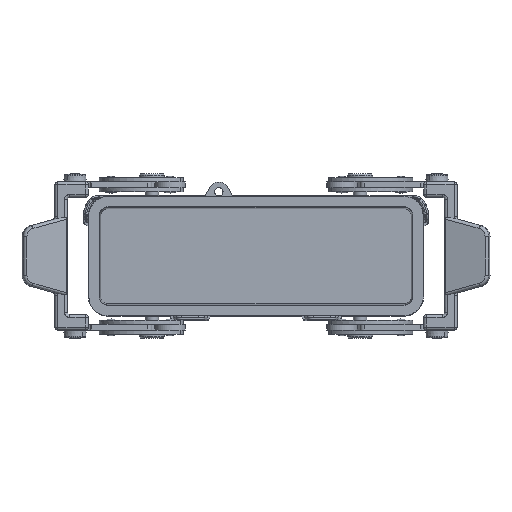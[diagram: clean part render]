
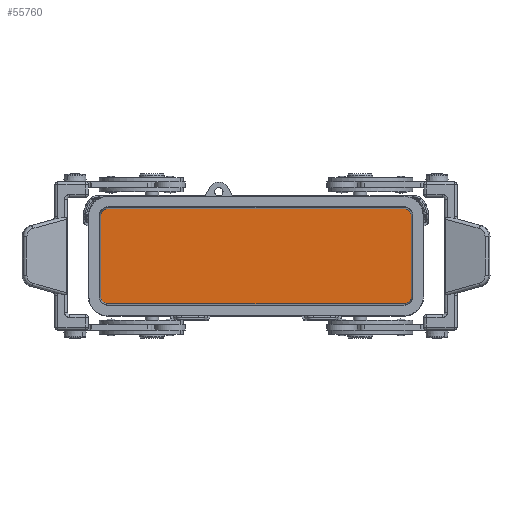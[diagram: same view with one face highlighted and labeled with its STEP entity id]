
A CAD part, top view. The second image highlights one B-rep face of the part: STEP entity #55760.
In plain terms, the highlighted planar face has unit normal (0, 0, 1).
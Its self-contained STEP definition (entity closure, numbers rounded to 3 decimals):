
#14660=CARTESIAN_POINT('',(-17.002,6.001,-9.5));
#14670=VERTEX_POINT('',#14660);
#14830=CARTESIAN_POINT('',(-14.5,8.504,-9.5));
#14840=VERTEX_POINT('',#14830);
#14870=CARTESIAN_POINT('',(-14.5,6.001,-9.5));
#14880=DIRECTION('',(0.,0.,1.));
#14890=DIRECTION('',(1.,0.,0.));
#14900=AXIS2_PLACEMENT_3D('',#14870,#14880,#14890);
#14910=CIRCLE('',#14900,2.502);
#14920=EDGE_CURVE('',#14840,#14670,#14910,.T.);
#17930=CARTESIAN_POINT('',(14.5,8.504,-9.5));
#17940=VERTEX_POINT('',#17930);
#18100=CARTESIAN_POINT('',(17.002,6.001,-9.5));
#18110=VERTEX_POINT('',#18100);
#18140=CARTESIAN_POINT('',(14.5,6.001,-9.5));
#18150=DIRECTION('',(0.,0.,1.));
#18160=DIRECTION('',(1.,0.,0.));
#18170=AXIS2_PLACEMENT_3D('',#18140,#18150,#18160);
#18180=CIRCLE('',#18170,2.502);
#18190=EDGE_CURVE('',#18110,#17940,#18180,.T.);
#19310=CARTESIAN_POINT('',(17.002,-99.999,-9.5));
#19320=VERTEX_POINT('',#19310);
#19370=CARTESIAN_POINT('',(17.002,0.,-9.5));
#19380=DIRECTION('',(0.,1.,0.));
#19390=VECTOR('',#19380,1.);
#19400=LINE('',#19370,#19390);
#19410=EDGE_CURVE('',#19320,#18110,#19400,.T.);
#37020=CARTESIAN_POINT('',(0.,8.504,-9.5));
#37030=DIRECTION('',(1.,0.,0.));
#37040=VECTOR('',#37030,1.);
#37050=LINE('',#37020,#37040);
#37060=EDGE_CURVE('',#14840,#17940,#37050,.T.);
#55330=CARTESIAN_POINT('',(18.389,-33.258,-9.5));
#55340=DIRECTION('',(0.,0.,-1.));
#55350=DIRECTION('',(1.,0.,0.));
#55360=AXIS2_PLACEMENT_3D('',#55330,#55340,#55350);
#55370=PLANE('',#55360);
#55380=ORIENTED_EDGE('',*,*,#14920,.T.);
#55390=ORIENTED_EDGE('',*,*,#37060,.F.);
#55400=ORIENTED_EDGE('',*,*,#18190,.T.);
#55410=ORIENTED_EDGE('',*,*,#19410,.T.);
#55420=CARTESIAN_POINT('',(14.5,-99.999,-9.5));
#55430=DIRECTION('',(0.,0.,-1.));
#55440=DIRECTION('',(1.,0.,0.));
#55450=AXIS2_PLACEMENT_3D('',#55420,#55430,#55440);
#55460=CIRCLE('',#55450,2.502);
#55470=CARTESIAN_POINT('',(14.5,-102.501,-9.5));
#55480=VERTEX_POINT('',#55470);
#55490=EDGE_CURVE('',#19320,#55480,#55460,.T.);
#55500=ORIENTED_EDGE('',*,*,#55490,.F.);
#55510=CARTESIAN_POINT('',(0.,-102.501,-9.5));
#55520=DIRECTION('',(1.,0.,0.));
#55530=VECTOR('',#55520,1.);
#55540=LINE('',#55510,#55530);
#55550=CARTESIAN_POINT('',(-14.5,-102.501,-9.5));
#55560=VERTEX_POINT('',#55550);
#55570=EDGE_CURVE('',#55560,#55480,#55540,.T.);
#55580=ORIENTED_EDGE('',*,*,#55570,.T.);
#55590=CARTESIAN_POINT('',(-14.5,-99.999,
-9.5));
#55600=DIRECTION('',(0.,0.,-1.));
#55610=DIRECTION('',(1.,0.,0.));
#55620=AXIS2_PLACEMENT_3D('',#55590,#55600,#55610);
#55630=CIRCLE('',#55620,2.502);
#55640=CARTESIAN_POINT('',(-17.002,-99.999,-9.5));
#55650=VERTEX_POINT('',#55640);
#55660=EDGE_CURVE('',#55560,#55650,#55630,.T.);
#55670=ORIENTED_EDGE('',*,*,#55660,.F.);
#55680=CARTESIAN_POINT('',(-17.002,0.,-9.5));
#55690=DIRECTION('',(0.,1.,0.));
#55700=VECTOR('',#55690,1.);
#55710=LINE('',#55680,#55700);
#55720=EDGE_CURVE('',#55650,#14670,#55710,.T.);
#55730=ORIENTED_EDGE('',*,*,#55720,.F.);
#55740=EDGE_LOOP('',(#55730,#55670,#55580,#55500,#55410,#55400,#55390,
#55380));
#55750=FACE_OUTER_BOUND('',#55740,.T.);
#55760=ADVANCED_FACE('',(#55750),#55370,.F.);
